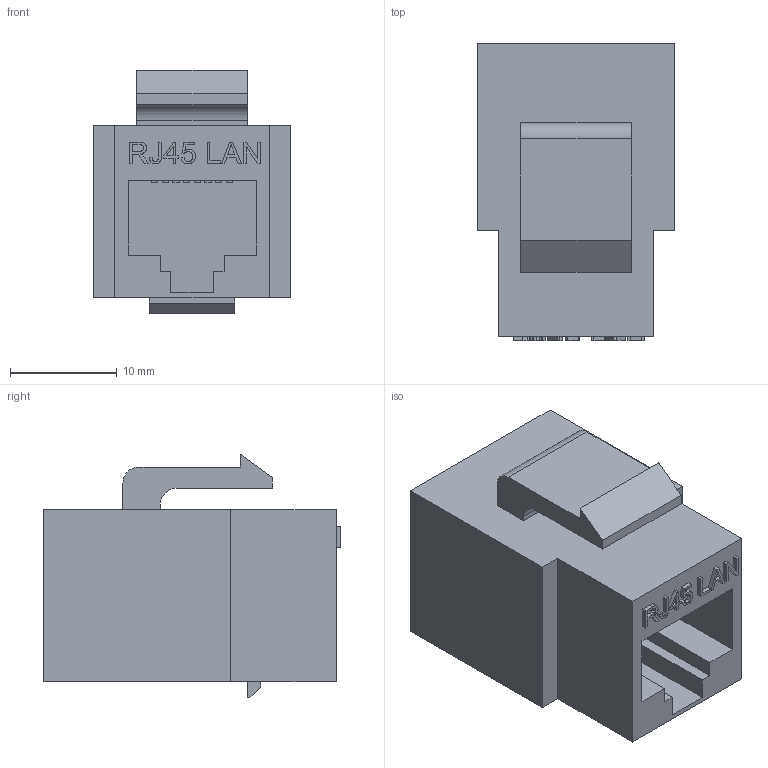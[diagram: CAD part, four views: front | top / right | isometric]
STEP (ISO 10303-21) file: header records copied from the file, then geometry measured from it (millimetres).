
FILE_DESCRIPTION(/* description */ (''),/* implementation_level */ '2;1');
FILE_NAME(/* name */ 'Keystone RJ45.step',/* time_stamp */ '2022-10-29T14:18:52+02:00',/* author */ (''),/* organization */ (''),/* preprocessor_version */ 'ST-DEVELOPER v19.2',/* originating_system */ 'Autodesk Translation Framework v11.17.0.187',/* authorisation */ '');
FILE_SCHEMA (('AUTOMOTIVE_DESIGN { 1 0 10303 214 3 1 1 }'));
Length unit declared in the file: millimetre
Products named in the file (2): (Sin guardar); Keystone  RJ45
Assembly tree (1 placements, depth 2):
  (Sin guardar)
    Keystone  RJ45
Bounding box: 18.55 x 27.86 x 22.83 mm (x, y, z)
Volume: 5744.6 mm3; surface area: 3893.1 mm2
Topology: 1 solids, 1 shells, 233 faces, 651 edges, 434 vertices
Faces by surface type: plane 188, bspline 43, cylinder 2
Entity records: 7959 total; most frequent: CARTESIAN_POINT 2052, ORIENTED_EDGE 1302, DIRECTION 955, EDGE_CURVE 651, LINE 561, VECTOR 561, VERTEX_POINT 434, EDGE_LOOP 247
